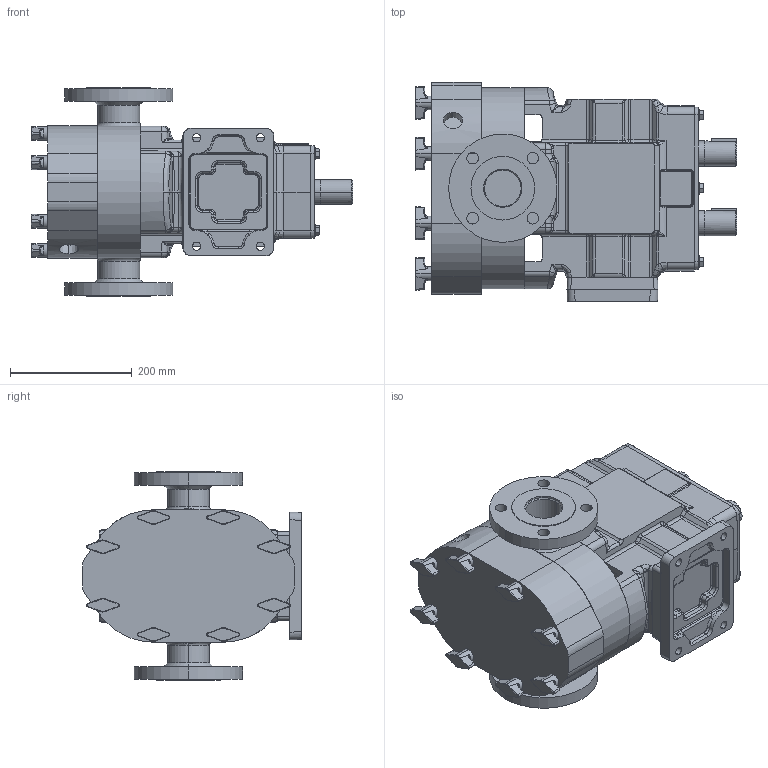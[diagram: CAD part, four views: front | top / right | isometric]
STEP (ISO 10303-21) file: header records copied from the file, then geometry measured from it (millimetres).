
FILE_DESCRIPTION (( 'STEP AP214' ), '1' );
FILE_NAME ('TRA10-0600-006.STEP', '2024-03-26T18:51:17', ( '' ), ( '' ), 'SwSTEP 2.0', 'SolidWorks 2022', '' );
FILE_SCHEMA (( 'AUTOMOTIVE_DESIGN' ));
Length unit declared in the file: inch
Products named in the file (5): TRA10-0600-BODY; TRA10-0600-006; TRA10-0600-COVER-JACKET; TRA10-0600-GEARBOX-H; 0600FLG150-25
Assembly tree (5 placements, depth 2):
  TRA10-0600-006
    TRA10-0600-GEARBOX-H
    TRA10-0600-BODY
    TRA10-0600-COVER-JACKET
    0600FLG150-25  x2
Bounding box: 527.85 x 359.54 x 342.9 mm (x, y, z)
Volume: 23613477.4 mm3; surface area: 1036029.5 mm2
Topology: 5 solids, 5 shells, 1052 faces, 2569 edges, 1532 vertices
Faces by surface type: cylinder 386, plane 286, bspline 206, torus 88, cone 70, sphere 16
Entity records: 38575 total; most frequent: CARTESIAN_POINT 16511, ORIENTED_EDGE 4962, DIRECTION 4207, EDGE_CURVE 2481, AXIS2_PLACEMENT_3D 1624, VERTEX_POINT 1494, EDGE_LOOP 1075, ADVANCED_FACE 1026
